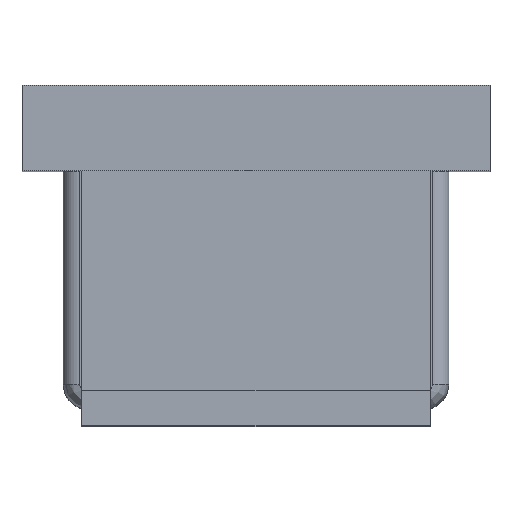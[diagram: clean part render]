
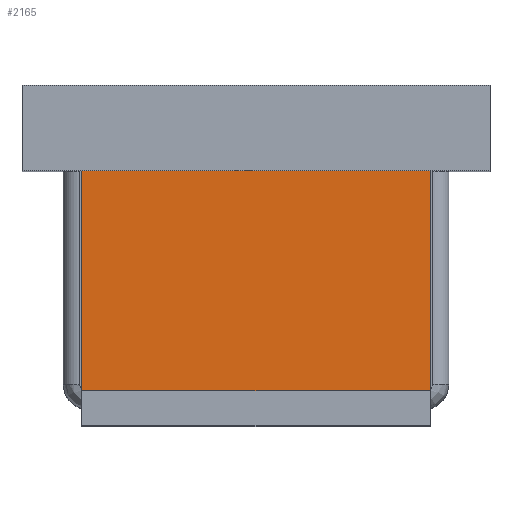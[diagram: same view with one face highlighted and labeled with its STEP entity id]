
A CAD part, top view. The second image highlights one B-rep face of the part: STEP entity #2165.
In plain terms, the highlighted planar face has unit normal (0, 0, 1).
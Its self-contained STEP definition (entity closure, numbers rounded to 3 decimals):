
#187 = ORIENTED_EDGE ( 'NONE', *, *, #2089, .T. ) ;
#188 = ORIENTED_EDGE ( 'NONE', *, *, #2129, .F. ) ;
#189 = ORIENTED_EDGE ( 'NONE', *, *, #2088, .F. ) ;
#250 = ORIENTED_EDGE ( 'NONE', *, *, #2098, .T. ) ;
#346 = VERTEX_POINT ( 'NONE', #824 ) ;
#432 = DIRECTION ( 'NONE',  ( 0., -1., 0. ) ) ;
#433 = CARTESIAN_POINT ( 'NONE',  ( -1.04, 1.51, 1.27 ) ) ;
#452 = DIRECTION ( 'NONE',  ( 0., -1., 0. ) ) ;
#454 = CARTESIAN_POINT ( 'NONE',  ( 1.395, 1.51, 1.27 ) ) ;
#460 = CARTESIAN_POINT ( 'NONE',  ( 1.04, 1.51, 1.27 ) ) ;
#464 = DIRECTION ( 'NONE',  ( -1., 0., 0. ) ) ;
#692 = AXIS2_PLACEMENT_3D ( 'NONE', #1456, #1457, #1458 ) ;
#824 = CARTESIAN_POINT ( 'NONE',  ( 1.04, 1.51, 1.27 ) ) ;
#1108 = VERTEX_POINT ( 'NONE', #1336 ) ;
#1128 = VERTEX_POINT ( 'NONE', #1304 ) ;
#1147 = VERTEX_POINT ( 'NONE', #1286 ) ;
#1149 = DIRECTION ( 'NONE',  ( -1., 0., 0. ) ) ;
#1193 = CARTESIAN_POINT ( 'NONE',  ( -1.04, 0.2, 1.27 ) ) ;
#1205 = EDGE_LOOP ( 'NONE', ( #189, #187, #250, #188 ) ) ;
#1286 = CARTESIAN_POINT ( 'NONE',  ( -1.04, 0.2, 1.27 ) ) ;
#1304 = CARTESIAN_POINT ( 'NONE',  ( -1.04, 1.51, 1.27 ) ) ;
#1336 = CARTESIAN_POINT ( 'NONE',  ( 1.04, 0.2, 1.27 ) ) ;
#1455 = PLANE ( 'NONE',  #692 ) ;
#1456 = CARTESIAN_POINT ( 'NONE',  ( -1.04, 1.51, 1.27 ) ) ;
#1457 = DIRECTION ( 'NONE',  ( 0., 0., -1. ) ) ;
#1458 = DIRECTION ( 'NONE',  ( -1., 0., 0. ) ) ;
#1501 = FACE_OUTER_BOUND ( 'NONE', #1205, .T. ) ;
#1651 = LINE ( 'NONE', #1193, #1852 ) ;
#1743 = LINE ( 'NONE', #460, #1894 ) ;
#1744 = LINE ( 'NONE', #454, #1893 ) ;
#1751 = LINE ( 'NONE', #433, #1886 ) ;
#1852 = VECTOR ( 'NONE', #1149, 1000. ) ;
#1886 = VECTOR ( 'NONE', #432, 1000. ) ;
#1893 = VECTOR ( 'NONE', #464, 1000. ) ;
#1894 = VECTOR ( 'NONE', #452, 1000. ) ;
#2088 = EDGE_CURVE ( 'NONE', #346, #1108, #1743, .T. ) ;
#2089 = EDGE_CURVE ( 'NONE', #346, #1128, #1744, .T. ) ;
#2098 = EDGE_CURVE ( 'NONE', #1128, #1147, #1751, .T. ) ;
#2129 = EDGE_CURVE ( 'NONE', #1108, #1147, #1651, .T. ) ;
#2165 = ADVANCED_FACE ( 'NONE', ( #1501 ), #1455, .F. ) ;
